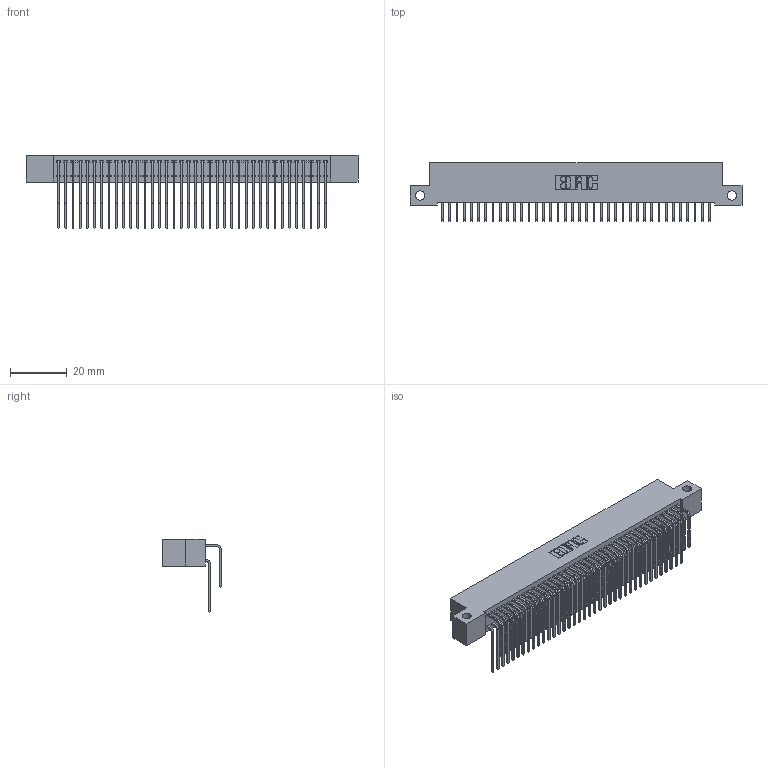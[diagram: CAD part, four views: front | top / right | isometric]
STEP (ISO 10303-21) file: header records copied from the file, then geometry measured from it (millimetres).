
FILE_DESCRIPTION (( 'STEP AP203' ), '1' );
FILE_NAME ('342-076-559-212.STEP', '2019-10-04T10:57:06', ( '' ), ( '' ), 'SwSTEP 2.0', 'SolidWorks 2016', '' );
FILE_SCHEMA (( 'CONFIG_CONTROL_DESIGN' ));
Length unit declared in the file: inch
Products named in the file (4): 345-292-001_558 559 Tail - 1; 345-292-001_559 Tail - 2; 342-076-559-212; 342 Part_Side Mount
Assembly tree (77 placements, depth 2):
  342-076-559-212
    342 Part_Side Mount
    345-292-001_558 559 Tail - 1  x38
    345-292-001_559 Tail - 2  x38
Bounding box: 116.84 x 20.64 x 25.78 mm (x, y, z)
Volume: 10843.6 mm3; surface area: 19375.6 mm2
Topology: 77 solids, 77 shells, 4214 faces, 12535 edges, 8254 vertices
Faces by surface type: plane 2954, cylinder 1260
Entity records: 26619 total; most frequent: CARTESIAN_POINT 4465, ORIENTED_EDGE 4350, DIRECTION 3803, EDGE_CURVE 2175, VECTOR 2007, LINE 2007, VERTEX_POINT 1446, AXIS2_PLACEMENT_3D 898
